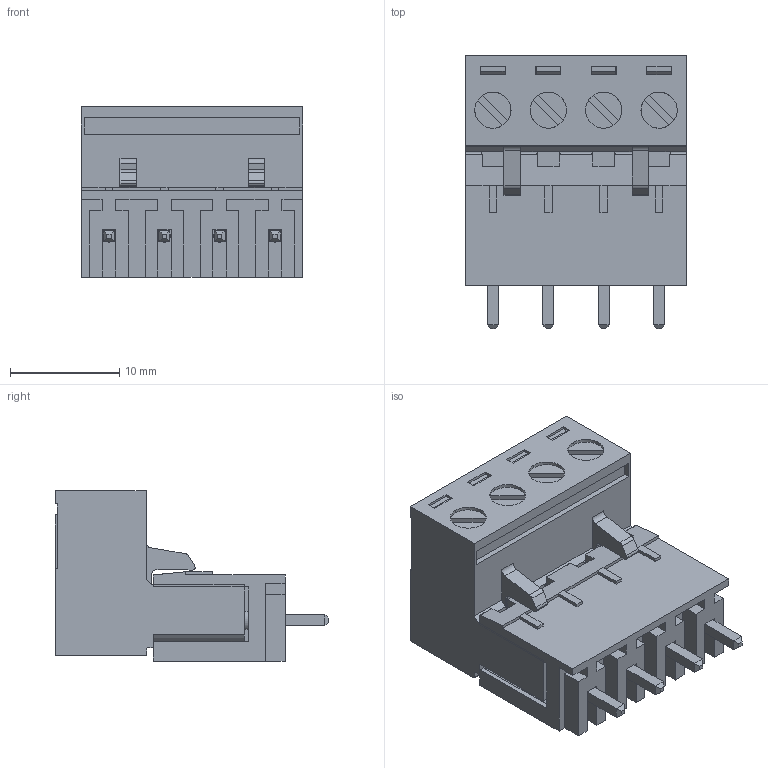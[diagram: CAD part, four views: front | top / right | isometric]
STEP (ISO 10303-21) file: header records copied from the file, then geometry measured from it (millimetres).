
FILE_DESCRIPTION (( 'STEP AP214' ), '1' );
FILE_NAME ('5540FA35-8EA8-4DBE-8167-D583442E9F7C.STEP', '2022-11-09T14:08:42', ( '' ), ( '' ), 'SwSTEP 2.0', 'SolidWorks 2022', '' );
FILE_SCHEMA (( 'AUTOMOTIVE_DESIGN' ));
Length unit declared in the file: millimetre
Products named in the file (1): 5540FA35-8EA8-4DBE-8167-D583442E9F7C
Bounding box: 20.32 x 25.08 x 15.61 mm (x, y, z)
Volume: 4109.4 mm3; surface area: 4038.9 mm2
Topology: 2 solids, 2 shells, 639 faces, 1679 edges, 1081 vertices
Faces by surface type: plane 491, cylinder 124, cone 8, bspline 8, torus 8
Entity records: 26969 total; most frequent: CARTESIAN_POINT 4096, ORIENTED_EDGE 3358, DIRECTION 3143, EDGE_CURVE 1679, LINE 1367, VECTOR 1367, VERTEX_POINT 1081, AXIS2_PLACEMENT_3D 888
